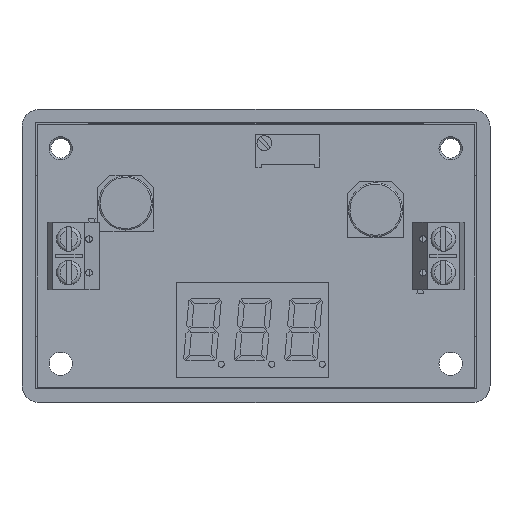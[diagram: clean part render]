
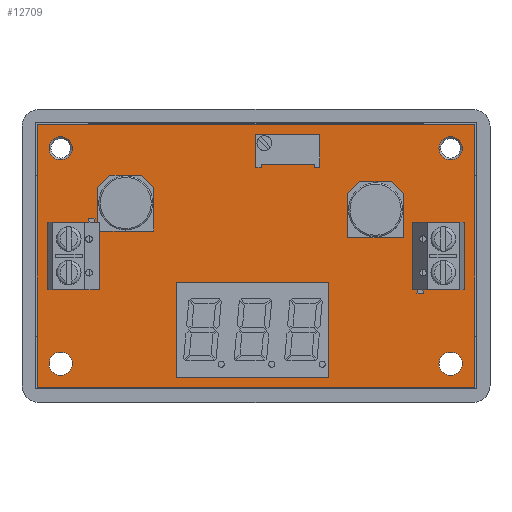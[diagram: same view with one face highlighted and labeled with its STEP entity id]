
A CAD part, top view. The second image highlights one B-rep face of the part: STEP entity #12709.
In plain terms, the highlighted face is planar.
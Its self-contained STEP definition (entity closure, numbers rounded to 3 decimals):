
#447=FACE_BOUND('',#2001,.T.);
#448=FACE_BOUND('',#2002,.T.);
#449=FACE_BOUND('',#2003,.T.);
#450=FACE_BOUND('',#2004,.T.);
#558=PLANE('',#13553);
#1271=FACE_OUTER_BOUND('',#2000,.T.);
#2000=EDGE_LOOP('',(#8852,#8853,#8854,#8855));
#2001=EDGE_LOOP('',(#8856));
#2002=EDGE_LOOP('',(#8857));
#2003=EDGE_LOOP('',(#8858));
#2004=EDGE_LOOP('',(#8859));
#2837=LINE('',#18133,#4091);
#2839=LINE('',#18139,#4093);
#2843=LINE('',#18145,#4097);
#2844=LINE('',#18147,#4098);
#4091=VECTOR('',#14677,1000.);
#4093=VECTOR('',#14681,1000.);
#4097=VECTOR('',#14687,10.);
#4098=VECTOR('',#14690,10.);
#5339=CIRCLE('',#13540,1.725);
#5341=CIRCLE('',#13543,1.725);
#5343=CIRCLE('',#13546,1.725);
#5345=CIRCLE('',#13549,1.725);
#5730=VERTEX_POINT('',#18104);
#5732=VERTEX_POINT('',#18110);
#5734=VERTEX_POINT('',#18116);
#5736=VERTEX_POINT('',#18122);
#5737=VERTEX_POINT('',#18126);
#5740=VERTEX_POINT('',#18131);
#5742=VERTEX_POINT('',#18136);
#5743=VERTEX_POINT('',#18138);
#6959=EDGE_CURVE('',#5730,#5730,#5339,.T.);
#6962=EDGE_CURVE('',#5732,#5732,#5341,.T.);
#6965=EDGE_CURVE('',#5734,#5734,#5343,.T.);
#6968=EDGE_CURVE('',#5736,#5736,#5345,.T.);
#6972=EDGE_CURVE('',#5740,#5737,#2837,.T.);
#6974=EDGE_CURVE('',#5742,#5743,#2839,.T.);
#6978=EDGE_CURVE('',#5742,#5737,#2843,.T.);
#6979=EDGE_CURVE('',#5743,#5740,#2844,.T.);
#8852=ORIENTED_EDGE('',*,*,#6978,.T.);
#8853=ORIENTED_EDGE('',*,*,#6972,.F.);
#8854=ORIENTED_EDGE('',*,*,#6979,.F.);
#8855=ORIENTED_EDGE('',*,*,#6974,.F.);
#8856=ORIENTED_EDGE('',*,*,#6959,.T.);
#8857=ORIENTED_EDGE('',*,*,#6962,.T.);
#8858=ORIENTED_EDGE('',*,*,#6965,.T.);
#8859=ORIENTED_EDGE('',*,*,#6968,.T.);
#12709=ADVANCED_FACE('',(#1271,#447,#448,#449,#450),#558,.T.);
#13540=AXIS2_PLACEMENT_3D('',#18106,#14649,#14650);
#13543=AXIS2_PLACEMENT_3D('',#18112,#14656,#14657);
#13546=AXIS2_PLACEMENT_3D('',#18118,#14663,#14664);
#13549=AXIS2_PLACEMENT_3D('',#18124,#14670,#14671);
#13553=AXIS2_PLACEMENT_3D('',#18146,#14688,#14689);
#14649=DIRECTION('center_axis',(0.,-1.,0.));
#14650=DIRECTION('ref_axis',(1.,0.,0.));
#14656=DIRECTION('center_axis',(0.,-1.,0.));
#14657=DIRECTION('ref_axis',(1.,0.,0.));
#14663=DIRECTION('center_axis',(0.,-1.,0.));
#14664=DIRECTION('ref_axis',(1.,0.,0.));
#14670=DIRECTION('center_axis',(0.,-1.,0.));
#14671=DIRECTION('ref_axis',(1.,0.,0.));
#14677=DIRECTION('',(1.,0.,0.));
#14681=DIRECTION('',(-1.,0.,0.));
#14687=DIRECTION('',(0.,0.,-1.));
#14688=DIRECTION('center_axis',(0.,1.,0.));
#14689=DIRECTION('ref_axis',(0.,0.,1.));
#14690=DIRECTION('',(0.,0.,-1.));
#18104=CARTESIAN_POINT('',(26.675,1.6,-16.));
#18106=CARTESIAN_POINT('Origin',(28.4,1.6,-16.));
#18110=CARTESIAN_POINT('',(-31.225,1.6,-16.));
#18112=CARTESIAN_POINT('Origin',(-29.5,1.6,-16.));
#18116=CARTESIAN_POINT('',(26.675,1.6,16.));
#18118=CARTESIAN_POINT('Origin',(28.4,1.6,16.));
#18122=CARTESIAN_POINT('',(-31.225,1.6,16.));
#18124=CARTESIAN_POINT('Origin',(-29.5,1.6,16.));
#18126=CARTESIAN_POINT('',(32.,1.6,-19.5));
#18131=CARTESIAN_POINT('',(-33.,1.6,-19.5));
#18133=CARTESIAN_POINT('',(-33.,1.6,-19.5));
#18136=CARTESIAN_POINT('',(32.,1.6,19.5));
#18138=CARTESIAN_POINT('',(-33.,1.6,19.5));
#18139=CARTESIAN_POINT('',(-33.,1.6,19.5));
#18145=CARTESIAN_POINT('',(32.,1.6,-18.));
#18146=CARTESIAN_POINT('Origin',(0.,1.6,0.));
#18147=CARTESIAN_POINT('',(-33.,1.6,-18.));
